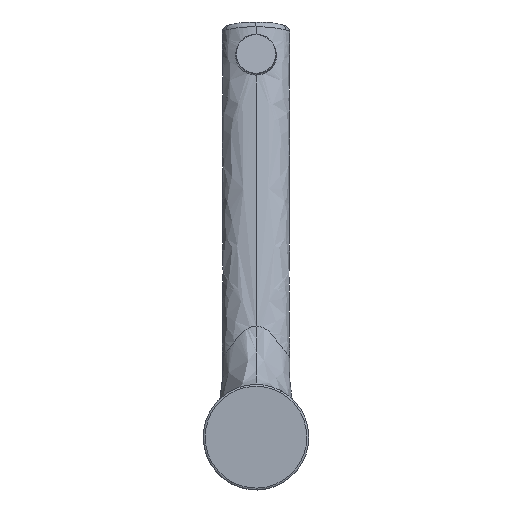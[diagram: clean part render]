
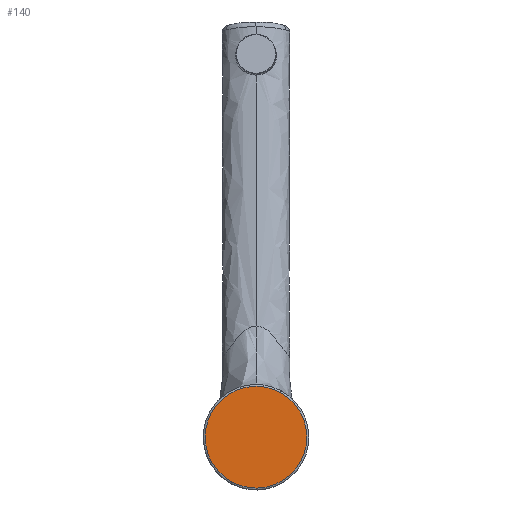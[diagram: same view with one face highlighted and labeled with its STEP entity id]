
A CAD part, front view. The second image highlights one B-rep face of the part: STEP entity #140.
In plain terms, the highlighted planar face has unit normal (0, -1, 0).
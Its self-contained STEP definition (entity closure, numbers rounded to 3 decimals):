
#140 = ADVANCED_FACE ( 'NONE', ( #3329 ), #6901, .F. ) ;
#480 = EDGE_CURVE ( 'NONE', #847, #4607, #6216, .T. ) ;
#847 = VERTEX_POINT ( 'NONE', #2949 ) ;
#1070 = AXIS2_PLACEMENT_3D ( 'NONE', #6185, #7062, #7019 ) ;
#1454 = AXIS2_PLACEMENT_3D ( 'NONE', #5878, #5862, #5861 ) ;
#2443 = ORIENTED_EDGE ( 'NONE', *, *, #480, .F. ) ;
#2665 = DIRECTION ( 'NONE',  ( 0., 0., 1. ) ) ;
#2949 = CARTESIAN_POINT ( 'NONE',  ( -12.705, -11., -23.256 ) ) ;
#3233 = DIRECTION ( 'NONE',  ( 0., 1., 0. ) ) ;
#3259 = CARTESIAN_POINT ( 'NONE',  ( 0., -11., 0. ) ) ;
#3329 = FACE_OUTER_BOUND ( 'NONE', #4432, .T. ) ;
#3852 = CARTESIAN_POINT ( 'NONE',  ( 12.705, -11., 23.256 ) ) ;
#4009 = EDGE_CURVE ( 'NONE', #4607, #847, #6647, .T. ) ;
#4432 = EDGE_LOOP ( 'NONE', ( #2443, #5929 ) ) ;
#4607 = VERTEX_POINT ( 'NONE', #3852 ) ;
#5861 = DIRECTION ( 'NONE',  ( 0., 0., 1. ) ) ;
#5862 = DIRECTION ( 'NONE',  ( 0., 1., 0. ) ) ;
#5878 = CARTESIAN_POINT ( 'NONE',  ( 0., -11., 0. ) ) ;
#5880 = AXIS2_PLACEMENT_3D ( 'NONE', #3259, #3233, #2665 ) ;
#5929 = ORIENTED_EDGE ( 'NONE', *, *, #4009, .F. ) ;
#6185 = CARTESIAN_POINT ( 'NONE',  ( 0., -11., 26. ) ) ;
#6216 = CIRCLE ( 'NONE', #1454, 26.5 ) ;
#6647 = CIRCLE ( 'NONE', #5880, 26.5 ) ;
#6901 = PLANE ( 'NONE',  #1070 ) ;
#7019 = DIRECTION ( 'NONE',  ( 0., 0., 1. ) ) ;
#7062 = DIRECTION ( 'NONE',  ( 0., 1., 0. ) ) ;
